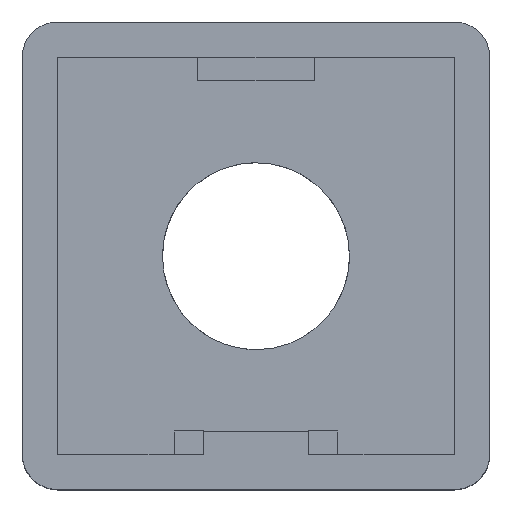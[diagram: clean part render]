
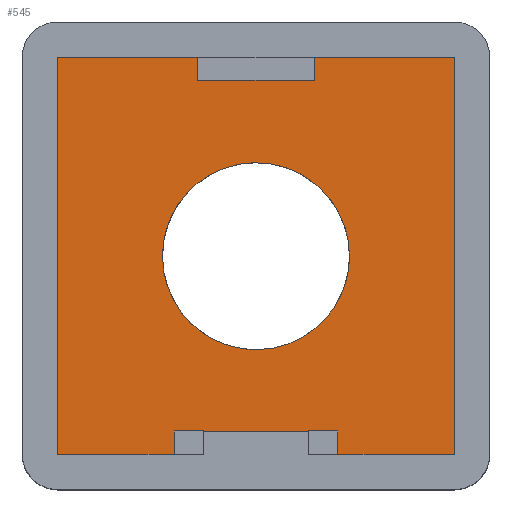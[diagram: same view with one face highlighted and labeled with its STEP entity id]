
A CAD part, top view. The second image highlights one B-rep face of the part: STEP entity #545.
In plain terms, the highlighted planar face has unit normal (0, 0, 1).
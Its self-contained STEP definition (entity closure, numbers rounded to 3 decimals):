
#407=CARTESIAN_POINT('Line Origine',(17.,0.,3.)) ;
#411=CARTESIAN_POINT('Vertex',(17.,17.,3.)) ;
#413=CARTESIAN_POINT('Vertex',(17.,-17.,3.)) ;
#453=CARTESIAN_POINT('Vertex',(-17.,17.,3.)) ;
#467=CARTESIAN_POINT('Vertex',(-17.,-17.,3.)) ;
#470=CARTESIAN_POINT('Line Origine',(-17.,0.,3.)) ;
#482=CARTESIAN_POINT('Axis2P3D Location',(0.,0.,3.)) ;
#487=CARTESIAN_POINT('Line Origine',(0.,-17.,3.)) ;
#492=CARTESIAN_POINT('Line Origine',(0.,17.,3.)) ;
#504=CARTESIAN_POINT('Control Point',(8.,0.,3.)) ;
#505=CARTESIAN_POINT('Control Point',(8.,1.257,3.)) ;
#506=CARTESIAN_POINT('Control Point',(7.753,2.513,3.)) ;
#507=CARTESIAN_POINT('Control Point',(7.26,3.705,3.)) ;
#508=CARTESIAN_POINT('Control Point',(5.831,5.831,3.)) ;
#509=CARTESIAN_POINT('Control Point',(3.705,7.26,3.)) ;
#510=CARTESIAN_POINT('Control Point',(2.513,7.753,3.)) ;
#511=CARTESIAN_POINT('Control Point',(0.,8.247,3.)) ;
#512=CARTESIAN_POINT('Control Point',(-2.513,7.753,3.)) ;
#513=CARTESIAN_POINT('Control Point',(-3.705,7.26,3.)) ;
#514=CARTESIAN_POINT('Control Point',(-5.831,5.831,3.)) ;
#515=CARTESIAN_POINT('Control Point',(-7.26,3.705,3.)) ;
#516=CARTESIAN_POINT('Control Point',(-7.753,2.513,3.)) ;
#517=CARTESIAN_POINT('Control Point',(-8.,1.257,3.)) ;
#518=CARTESIAN_POINT('Control Point',(-8.,0.,3.)) ;
#519=CARTESIAN_POINT('Vertex',(8.,0.,3.)) ;
#521=CARTESIAN_POINT('Vertex',(-8.,0.,3.)) ;
#525=CARTESIAN_POINT('Control Point',(-8.,0.,3.)) ;
#526=CARTESIAN_POINT('Control Point',(-8.,-1.257,3.)) ;
#527=CARTESIAN_POINT('Control Point',(-7.753,-2.513,3.)) ;
#528=CARTESIAN_POINT('Control Point',(-7.26,-3.705,3.)) ;
#529=CARTESIAN_POINT('Control Point',(-5.831,-5.831,3.)) ;
#530=CARTESIAN_POINT('Control Point',(-3.705,-7.26,3.)) ;
#531=CARTESIAN_POINT('Control Point',(-2.513,-7.753,3.)) ;
#532=CARTESIAN_POINT('Control Point',(0.,-8.247,3.)) ;
#533=CARTESIAN_POINT('Control Point',(2.513,-7.753,3.)) ;
#534=CARTESIAN_POINT('Control Point',(3.705,-7.26,3.)) ;
#535=CARTESIAN_POINT('Control Point',(5.831,-5.831,3.)) ;
#536=CARTESIAN_POINT('Control Point',(7.26,-3.705,3.)) ;
#537=CARTESIAN_POINT('Control Point',(7.753,-2.513,3.)) ;
#538=CARTESIAN_POINT('Control Point',(8.,-1.257,3.)) ;
#539=CARTESIAN_POINT('Control Point',(8.,0.,3.)) ;
#408=DIRECTION('Vector Direction',(0.,1.,0.)) ;
#471=DIRECTION('Vector Direction',(0.,-1.,0.)) ;
#483=DIRECTION('Axis2P3D Direction',(0.,0.,1.)) ;
#484=DIRECTION('Axis2P3D XDirection',(1.,0.,0.)) ;
#488=DIRECTION('Vector Direction',(1.,0.,0.)) ;
#493=DIRECTION('Vector Direction',(1.,0.,0.)) ;
#485=AXIS2_PLACEMENT_3D('Plane Axis2P3D',#482,#483,#484) ;
#498=ORIENTED_EDGE('',*,*,#491,.F.) ;
#499=ORIENTED_EDGE('',*,*,#415,.F.) ;
#500=ORIENTED_EDGE('',*,*,#496,.F.) ;
#501=ORIENTED_EDGE('',*,*,#474,.T.) ;
#542=ORIENTED_EDGE('',*,*,#523,.F.) ;
#543=ORIENTED_EDGE('',*,*,#540,.F.) ;
#544=FACE_BOUND('',#541,.T.) ;
#409=VECTOR('Line Direction',#408,1.) ;
#472=VECTOR('Line Direction',#471,1.) ;
#489=VECTOR('Line Direction',#488,1.) ;
#494=VECTOR('Line Direction',#493,1.) ;
#545=ADVANCED_FACE('Corps principal',(#502,#544),#486,.T.) ;
#503=B_SPLINE_CURVE_WITH_KNOTS('',5,(#504,#505,#506,#507,#508,#509,#510,#511,#512,#513,#514,#515,#516,#517,#518),.UNSPECIFIED.,.F.,.U.,(6,3,3,3,6),(0.,6.283,12.566,18.85,25.133),.UNSPECIFIED.) ;
#524=B_SPLINE_CURVE_WITH_KNOTS('',5,(#525,#526,#527,#528,#529,#530,#531,#532,#533,#534,#535,#536,#537,#538,#539),.UNSPECIFIED.,.F.,.U.,(6,3,3,3,6),(25.133,31.416,37.699,43.982,50.265),.UNSPECIFIED.) ;
#415=EDGE_CURVE('',#412,#414,#410,.F.) ;
#474=EDGE_CURVE('',#454,#468,#473,.T.) ;
#491=EDGE_CURVE('',#414,#468,#490,.F.) ;
#496=EDGE_CURVE('',#454,#412,#495,.T.) ;
#523=EDGE_CURVE('',#520,#522,#503,.T.) ;
#540=EDGE_CURVE('',#522,#520,#524,.T.) ;
#497=EDGE_LOOP('',(#498,#499,#500,#501)) ;
#541=EDGE_LOOP('',(#542,#543)) ;
#502=FACE_OUTER_BOUND('',#497,.T.) ;
#410=LINE('Line',#407,#409) ;
#473=LINE('Line',#470,#472) ;
#490=LINE('Line',#487,#489) ;
#495=LINE('Line',#492,#494) ;
#486=PLANE('Plane',#485) ;
#412=VERTEX_POINT('',#411) ;
#414=VERTEX_POINT('',#413) ;
#454=VERTEX_POINT('',#453) ;
#468=VERTEX_POINT('',#467) ;
#520=VERTEX_POINT('',#519) ;
#522=VERTEX_POINT('',#521) ;
